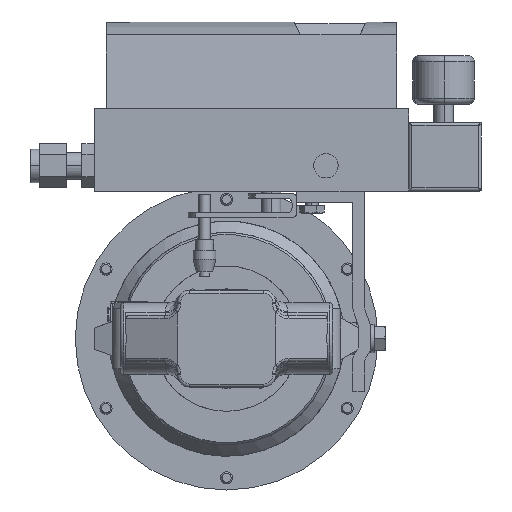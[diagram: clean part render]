
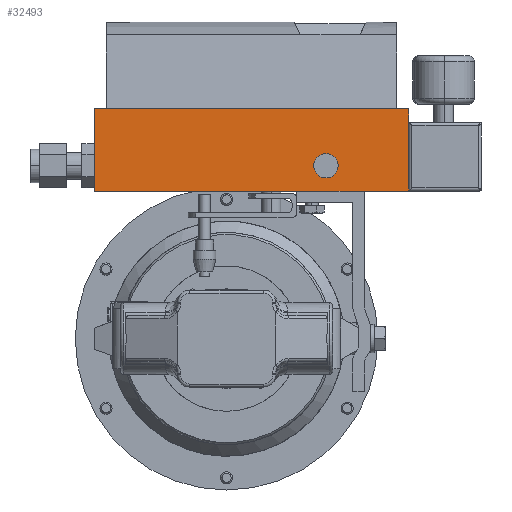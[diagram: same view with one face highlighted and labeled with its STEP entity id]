
A CAD part, front view. The second image highlights one B-rep face of the part: STEP entity #32493.
In plain terms, the highlighted planar face has unit normal (0, -1, 0).
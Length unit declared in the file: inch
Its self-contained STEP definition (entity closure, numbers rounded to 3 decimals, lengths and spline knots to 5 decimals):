
#415 = DIRECTION ( 'NONE',  ( 0., -1., 0. ) ) ;
#695 = VERTEX_POINT ( 'NONE', #3765 ) ;
#698 = EDGE_LOOP ( 'NONE', ( #10924, #1710 ) ) ;
#912 = VERTEX_POINT ( 'NONE', #17208 ) ;
#1071 = ORIENTED_EDGE ( 'NONE', *, *, #17017, .F. ) ;
#1236 = AXIS2_PLACEMENT_3D ( 'NONE', #18090, #33907, #26038 ) ;
#1710 = ORIENTED_EDGE ( 'NONE', *, *, #2200, .F. ) ;
#1919 = LINE ( 'NONE', #12251, #8798 ) ;
#1997 = VECTOR ( 'NONE', #33624, 39.37008 ) ;
#2200 = EDGE_CURVE ( 'NONE', #912, #17920, #18160, .T. ) ;
#2572 = VERTEX_POINT ( 'NONE', #25459 ) ;
#3648 = DIRECTION ( 'NONE',  ( 0., 0., -1. ) ) ;
#3765 = CARTESIAN_POINT ( 'NONE',  ( 3.76348, 4.23356, 4.46625 ) ) ;
#4289 = CARTESIAN_POINT ( 'NONE',  ( 3.51348, 4.23356, 4.74881 ) ) ;
#4687 = CIRCLE ( 'NONE', #34085, 0.25157 ) ;
#6366 = ORIENTED_EDGE ( 'NONE', *, *, #29489, .T. ) ;
#6639 = VECTOR ( 'NONE', #20712, 39.37008 ) ;
#7848 = CARTESIAN_POINT ( 'NONE',  ( 3.51348, 4.23356, 4.74881 ) ) ;
#8798 = VECTOR ( 'NONE', #18223, 39.37008 ) ;
#10370 = LINE ( 'NONE', #22819, #15439 ) ;
#10371 = VERTEX_POINT ( 'NONE', #18129 ) ;
#10903 = CARTESIAN_POINT ( 'NONE',  ( 3.76348, 4.23356, 3.04884 ) ) ;
#10924 = ORIENTED_EDGE ( 'NONE', *, *, #36651, .F. ) ;
#11159 = VERTEX_POINT ( 'NONE', #24625 ) ;
#11257 = CARTESIAN_POINT ( 'NONE',  ( -2.48652, 4.23356, 4.74881 ) ) ;
#11785 = VERTEX_POINT ( 'NONE', #10903 ) ;
#12251 = CARTESIAN_POINT ( 'NONE',  ( 3.76348, 4.23356, 3.04884 ) ) ;
#12988 = LINE ( 'NONE', #32062, #35006 ) ;
#13387 = CARTESIAN_POINT ( 'NONE',  ( -2.73652, 4.23356, 4.74881 ) ) ;
#14013 = AXIS2_PLACEMENT_3D ( 'NONE', #26766, #21323, #3648 ) ;
#14855 = DIRECTION ( 'NONE',  ( 0., 0., 1. ) ) ;
#15439 = VECTOR ( 'NONE', #31193, 39.37008 ) ;
#15662 = FACE_BOUND ( 'NONE', #698, .T. ) ;
#16324 = DIRECTION ( 'NONE',  ( 1., 0., 0. ) ) ;
#16394 = DIRECTION ( 'NONE',  ( 1., 0., 0. ) ) ;
#16440 = LINE ( 'NONE', #16993, #6639 ) ;
#16563 = CARTESIAN_POINT ( 'NONE',  ( 3.51348, 4.23356, 3.04884 ) ) ;
#16993 = CARTESIAN_POINT ( 'NONE',  ( 3.51348, 4.23356, 3.04884 ) ) ;
#17017 = EDGE_CURVE ( 'NONE', #35445, #22806, #35334, .T. ) ;
#17045 = CARTESIAN_POINT ( 'NONE',  ( -2.73652, 4.23356, 3.04884 ) ) ;
#17208 = CARTESIAN_POINT ( 'NONE',  ( 2.05174, 4.23356, 3.82149 ) ) ;
#17683 = CARTESIAN_POINT ( 'NONE',  ( 2.05174, 4.23356, 3.31835 ) ) ;
#17697 = LINE ( 'NONE', #16563, #1997 ) ;
#17821 = CARTESIAN_POINT ( 'NONE',  ( 3.76348, 4.23356, 4.74881 ) ) ;
#17920 = VERTEX_POINT ( 'NONE', #17683 ) ;
#18090 = CARTESIAN_POINT ( 'NONE',  ( 2.05174, 4.23356, 3.56992 ) ) ;
#18092 = CARTESIAN_POINT ( 'NONE',  ( 2.05174, 4.23356, 3.56992 ) ) ;
#18129 = CARTESIAN_POINT ( 'NONE',  ( 1.44348, 4.23356, 3.04884 ) ) ;
#18160 = CIRCLE ( 'NONE', #1236, 0.25157 ) ;
#18223 = DIRECTION ( 'NONE',  ( 0., 0., 1. ) ) ;
#18388 = PLANE ( 'NONE',  #14013 ) ;
#19077 = ORIENTED_EDGE ( 'NONE', *, *, #24278, .T. ) ;
#19244 = ORIENTED_EDGE ( 'NONE', *, *, #26571, .T. ) ;
#20712 = DIRECTION ( 'NONE',  ( 1., 0., 0. ) ) ;
#20871 = VECTOR ( 'NONE', #16394, 39.37008 ) ;
#21050 = DIRECTION ( 'NONE',  ( 0., 0., -1. ) ) ;
#21323 = DIRECTION ( 'NONE',  ( 0., 1., 0. ) ) ;
#21583 = CARTESIAN_POINT ( 'NONE',  ( 2.84348, 4.23356, 3.04884 ) ) ;
#21681 = FACE_OUTER_BOUND ( 'NONE', #27486, .T. ) ;
#22438 = EDGE_CURVE ( 'NONE', #11159, #2572, #28509, .T. ) ;
#22806 = VERTEX_POINT ( 'NONE', #7848 ) ;
#22819 = CARTESIAN_POINT ( 'NONE',  ( 3.51348, 4.23356, 3.04884 ) ) ;
#23158 = ORIENTED_EDGE ( 'NONE', *, *, #36928, .F. ) ;
#24239 = CARTESIAN_POINT ( 'NONE',  ( -2.48652, 4.23356, 4.74881 ) ) ;
#24278 = EDGE_CURVE ( 'NONE', #11159, #10371, #17697, .T. ) ;
#24316 = ORIENTED_EDGE ( 'NONE', *, *, #22438, .F. ) ;
#24625 = CARTESIAN_POINT ( 'NONE',  ( -2.73652, 4.23356, 3.04884 ) ) ;
#24900 = VERTEX_POINT ( 'NONE', #17821 ) ;
#25459 = CARTESIAN_POINT ( 'NONE',  ( -2.73652, 4.23356, 4.74881 ) ) ;
#26038 = DIRECTION ( 'NONE',  ( 0., 0., -1. ) ) ;
#26108 = EDGE_CURVE ( 'NONE', #11785, #695, #12988, .T. ) ;
#26254 = VECTOR ( 'NONE', #16324, 39.37008 ) ;
#26571 = EDGE_CURVE ( 'NONE', #695, #24900, #1919, .T. ) ;
#26766 = CARTESIAN_POINT ( 'NONE',  ( 3.51348, 4.23356, 3.04884 ) ) ;
#27051 = DIRECTION ( 'NONE',  ( 1., 0., 0. ) ) ;
#27486 = EDGE_LOOP ( 'NONE', ( #28987, #19244, #28225, #1071, #23158, #24316, #19077, #33993, #6366 ) ) ;
#27980 = LINE ( 'NONE', #4289, #26254 ) ;
#28040 = VERTEX_POINT ( 'NONE', #21583 ) ;
#28225 = ORIENTED_EDGE ( 'NONE', *, *, #31553, .F. ) ;
#28509 = LINE ( 'NONE', #17045, #36033 ) ;
#28987 = ORIENTED_EDGE ( 'NONE', *, *, #26108, .T. ) ;
#29489 = EDGE_CURVE ( 'NONE', #28040, #11785, #16440, .T. ) ;
#30063 = EDGE_CURVE ( 'NONE', #10371, #28040, #10370, .T. ) ;
#31193 = DIRECTION ( 'NONE',  ( 1., 0., 0. ) ) ;
#31553 = EDGE_CURVE ( 'NONE', #22806, #24900, #27980, .T. ) ;
#32062 = CARTESIAN_POINT ( 'NONE',  ( 3.76348, 4.23356, 6.05485 ) ) ;
#32493 = ADVANCED_FACE ( 'NONE', ( #21681, #15662 ), #18388, .F. ) ;
#33624 = DIRECTION ( 'NONE',  ( 1., 0., 0. ) ) ;
#33907 = DIRECTION ( 'NONE',  ( 0., -1., 0. ) ) ;
#33993 = ORIENTED_EDGE ( 'NONE', *, *, #30063, .T. ) ;
#34085 = AXIS2_PLACEMENT_3D ( 'NONE', #18092, #415, #21050 ) ;
#34093 = DIRECTION ( 'NONE',  ( 0., 0., 1. ) ) ;
#35006 = VECTOR ( 'NONE', #14855, 39.37008 ) ;
#35214 = VECTOR ( 'NONE', #27051, 39.37008 ) ;
#35334 = LINE ( 'NONE', #24239, #35214 ) ;
#35445 = VERTEX_POINT ( 'NONE', #11257 ) ;
#35911 = LINE ( 'NONE', #13387, #20871 ) ;
#36033 = VECTOR ( 'NONE', #34093, 39.37008 ) ;
#36651 = EDGE_CURVE ( 'NONE', #17920, #912, #4687, .T. ) ;
#36928 = EDGE_CURVE ( 'NONE', #2572, #35445, #35911, .T. ) ;
